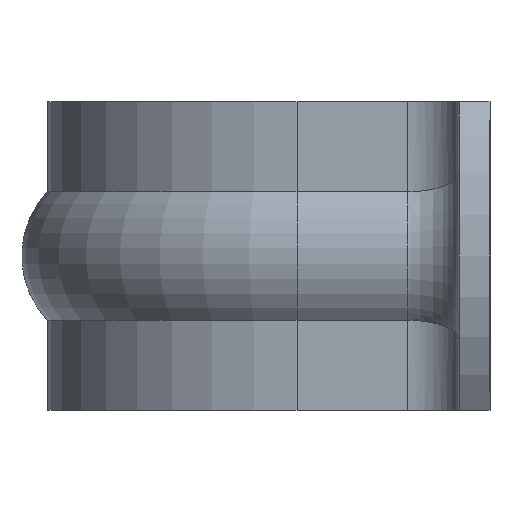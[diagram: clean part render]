
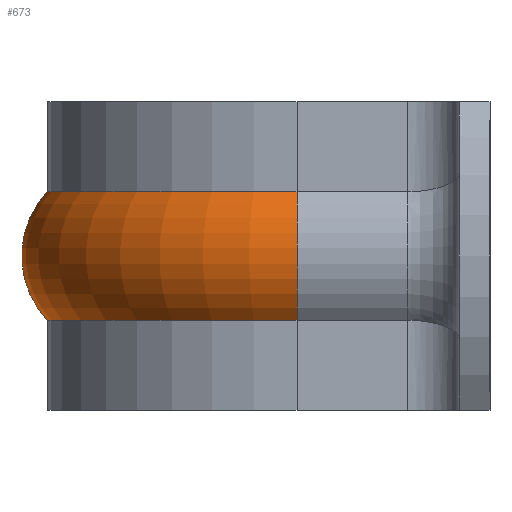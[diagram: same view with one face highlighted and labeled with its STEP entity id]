
A CAD part, left-side view. The second image highlights one B-rep face of the part: STEP entity #673.
In plain terms, the highlighted toroidal (fillet/blend) face has major radius 7.075 mm and minor radius 3.625 mm.
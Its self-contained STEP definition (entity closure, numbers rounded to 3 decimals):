
#21=TOROIDAL_SURFACE('',#770,7.075,3.625);
#75=FACE_OUTER_BOUND('',#116,.T.);
#116=EDGE_LOOP('',(#612,#613,#614,#615));
#223=CIRCLE('',#704,3.625);
#251=CIRCLE('',#760,3.625);
#253=CIRCLE('',#766,9.7);
#254=CIRCLE('',#769,9.7);
#277=VERTEX_POINT('',#1029);
#279=VERTEX_POINT('',#1035);
#323=VERTEX_POINT('',#1292);
#324=VERTEX_POINT('',#1296);
#341=EDGE_CURVE('',#277,#279,#223,.T.);
#417=EDGE_CURVE('',#324,#323,#251,.T.);
#420=EDGE_CURVE('',#277,#324,#253,.T.);
#421=EDGE_CURVE('',#279,#323,#254,.T.);
#612=ORIENTED_EDGE('',*,*,#341,.T.);
#613=ORIENTED_EDGE('',*,*,#421,.T.);
#614=ORIENTED_EDGE('',*,*,#417,.F.);
#615=ORIENTED_EDGE('',*,*,#420,.F.);
#673=ADVANCED_FACE('',(#75),#21,.T.);
#704=AXIS2_PLACEMENT_3D('',#1037,#793,#794);
#760=AXIS2_PLACEMENT_3D('',#1298,#949,#950);
#766=AXIS2_PLACEMENT_3D('',#1305,#962,#963);
#769=AXIS2_PLACEMENT_3D('',#1308,#968,#969);
#770=AXIS2_PLACEMENT_3D('',#1309,#970,#971);
#793=DIRECTION('center_axis',(0.,1.,0.));
#794=DIRECTION('ref_axis',(0.724,0.,-0.69));
#949=DIRECTION('center_axis',(0.,-1.,0.));
#950=DIRECTION('ref_axis',(-0.724,0.,-0.69));
#962=DIRECTION('center_axis',(0.,0.,1.));
#963=DIRECTION('ref_axis',(1.,0.,0.));
#968=DIRECTION('center_axis',(0.,0.,1.));
#969=DIRECTION('ref_axis',(1.,0.,0.));
#970=DIRECTION('center_axis',(0.,0.,1.));
#971=DIRECTION('ref_axis',(1.,0.,0.));
#1029=CARTESIAN_POINT('',(9.7,-9.7,2.5));
#1035=CARTESIAN_POINT('',(9.7,-9.7,-2.5));
#1037=CARTESIAN_POINT('Origin',(7.075,-9.7,0.));
#1292=CARTESIAN_POINT('',(-9.7,-9.7,-2.5));
#1296=CARTESIAN_POINT('',(-9.7,-9.7,2.5));
#1298=CARTESIAN_POINT('Origin',(-7.075,-9.7,0.));
#1305=CARTESIAN_POINT('Origin',(0.,-9.7,2.5));
#1308=CARTESIAN_POINT('Origin',(0.,-9.7,-2.5));
#1309=CARTESIAN_POINT('Origin',(0.,-9.7,0.));
